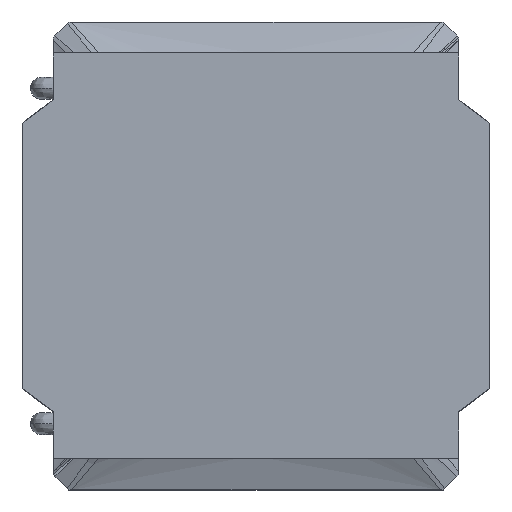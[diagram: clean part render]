
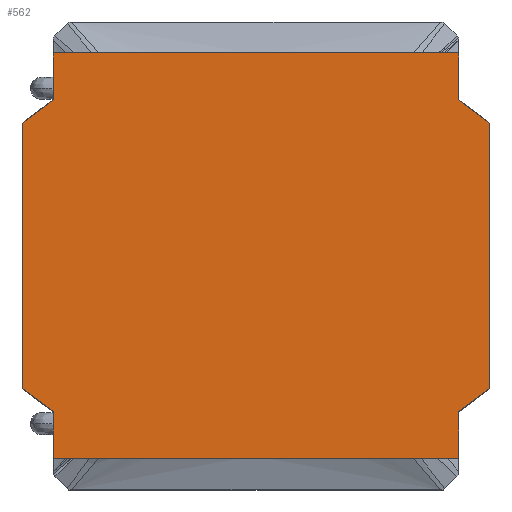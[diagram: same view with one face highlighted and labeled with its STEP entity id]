
A CAD part, top view. The second image highlights one B-rep face of the part: STEP entity #562.
In plain terms, the highlighted free-form (B-spline) face has degree [1, 1] with [2, 2] control points.
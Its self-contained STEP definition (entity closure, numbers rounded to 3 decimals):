
#562 = ADVANCED_FACE('',(#563),#649,.F.);
#563 = FACE_BOUND('',#564,.T.);
#564 = EDGE_LOOP('',(#565,#574,#581,#588,#595,#602,#609,#616,#623,#630,
    #637,#644));
#565 = ORIENTED_EDGE('',*,*,#566,.F.);
#566 = EDGE_CURVE('',#567,#569,#571,.T.);
#567 = VERTEX_POINT('',#568);
#568 = CARTESIAN_POINT('',(-1.733,-1.733,1.62));
#569 = VERTEX_POINT('',#570);
#570 = CARTESIAN_POINT('',(-1.733,-1.333,1.62));
#571 = B_SPLINE_CURVE_WITH_KNOTS('',1,(#572,#573),.UNSPECIFIED.,.F.,.F.,
  (2,2),(-1.3,-1.),.PIECEWISE_BEZIER_KNOTS.);
#572 = CARTESIAN_POINT('',(-1.733,-1.733,1.62));
#573 = CARTESIAN_POINT('',(-1.733,-1.333,1.62));
#574 = ORIENTED_EDGE('',*,*,#575,.F.);
#575 = EDGE_CURVE('',#576,#567,#578,.T.);
#576 = VERTEX_POINT('',#577);
#577 = CARTESIAN_POINT('',(1.733,-1.733,1.62));
#578 = B_SPLINE_CURVE_WITH_KNOTS('',1,(#579,#580),.UNSPECIFIED.,.F.,.F.,
  (2,2),(-1.3,1.3),.PIECEWISE_BEZIER_KNOTS.);
#579 = CARTESIAN_POINT('',(1.733,-1.733,1.62));
#580 = CARTESIAN_POINT('',(-1.733,-1.733,1.62));
#581 = ORIENTED_EDGE('',*,*,#582,.F.);
#582 = EDGE_CURVE('',#583,#576,#585,.T.);
#583 = VERTEX_POINT('',#584);
#584 = CARTESIAN_POINT('',(1.733,-1.333,1.62));
#585 = B_SPLINE_CURVE_WITH_KNOTS('',1,(#586,#587),.UNSPECIFIED.,.F.,.F.,
  (2,2),(1.,1.3),.PIECEWISE_BEZIER_KNOTS.);
#586 = CARTESIAN_POINT('',(1.733,-1.333,1.62));
#587 = CARTESIAN_POINT('',(1.733,-1.733,1.62));
#588 = ORIENTED_EDGE('',*,*,#589,.F.);
#589 = EDGE_CURVE('',#590,#583,#592,.T.);
#590 = VERTEX_POINT('',#591);
#591 = CARTESIAN_POINT('',(2.,-1.133,1.62));
#592 = B_SPLINE_CURVE_WITH_KNOTS('',1,(#593,#594),.UNSPECIFIED.,.F.,.F.,
  (2,2),(0.,0.25),.PIECEWISE_BEZIER_KNOTS.);
#593 = CARTESIAN_POINT('',(2.,-1.133,1.62));
#594 = CARTESIAN_POINT('',(1.733,-1.333,1.62));
#595 = ORIENTED_EDGE('',*,*,#596,.F.);
#596 = EDGE_CURVE('',#597,#590,#599,.T.);
#597 = VERTEX_POINT('',#598);
#598 = CARTESIAN_POINT('',(2.,1.133,1.62));
#599 = B_SPLINE_CURVE_WITH_KNOTS('',1,(#600,#601),.UNSPECIFIED.,.F.,.F.,
  (2,2),(-0.85,0.85),.PIECEWISE_BEZIER_KNOTS.);
#600 = CARTESIAN_POINT('',(2.,1.133,1.62));
#601 = CARTESIAN_POINT('',(2.,-1.133,1.62));
#602 = ORIENTED_EDGE('',*,*,#603,.F.);
#603 = EDGE_CURVE('',#604,#597,#606,.T.);
#604 = VERTEX_POINT('',#605);
#605 = CARTESIAN_POINT('',(1.733,1.333,1.62));
#606 = B_SPLINE_CURVE_WITH_KNOTS('',1,(#607,#608),.UNSPECIFIED.,.F.,.F.,
  (2,2),(0.,0.25),.PIECEWISE_BEZIER_KNOTS.);
#607 = CARTESIAN_POINT('',(1.733,1.333,1.62));
#608 = CARTESIAN_POINT('',(2.,1.133,1.62));
#609 = ORIENTED_EDGE('',*,*,#610,.F.);
#610 = EDGE_CURVE('',#611,#604,#613,.T.);
#611 = VERTEX_POINT('',#612);
#612 = CARTESIAN_POINT('',(1.733,1.733,1.62));
#613 = B_SPLINE_CURVE_WITH_KNOTS('',1,(#614,#615),.UNSPECIFIED.,.F.,.F.,
  (2,2),(-1.3,-1.),.PIECEWISE_BEZIER_KNOTS.);
#614 = CARTESIAN_POINT('',(1.733,1.733,1.62));
#615 = CARTESIAN_POINT('',(1.733,1.333,1.62));
#616 = ORIENTED_EDGE('',*,*,#617,.F.);
#617 = EDGE_CURVE('',#618,#611,#620,.T.);
#618 = VERTEX_POINT('',#619);
#619 = CARTESIAN_POINT('',(-1.733,1.733,1.62));
#620 = B_SPLINE_CURVE_WITH_KNOTS('',1,(#621,#622),.UNSPECIFIED.,.F.,.F.,
  (2,2),(-1.3,1.3),.PIECEWISE_BEZIER_KNOTS.);
#621 = CARTESIAN_POINT('',(-1.733,1.733,1.62));
#622 = CARTESIAN_POINT('',(1.733,1.733,1.62));
#623 = ORIENTED_EDGE('',*,*,#624,.F.);
#624 = EDGE_CURVE('',#625,#618,#627,.T.);
#625 = VERTEX_POINT('',#626);
#626 = CARTESIAN_POINT('',(-1.733,1.333,1.62));
#627 = B_SPLINE_CURVE_WITH_KNOTS('',1,(#628,#629),.UNSPECIFIED.,.F.,.F.,
  (2,2),(1.,1.3),.PIECEWISE_BEZIER_KNOTS.);
#628 = CARTESIAN_POINT('',(-1.733,1.333,1.62));
#629 = CARTESIAN_POINT('',(-1.733,1.733,1.62));
#630 = ORIENTED_EDGE('',*,*,#631,.F.);
#631 = EDGE_CURVE('',#632,#625,#634,.T.);
#632 = VERTEX_POINT('',#633);
#633 = CARTESIAN_POINT('',(-2.,1.133,1.62));
#634 = B_SPLINE_CURVE_WITH_KNOTS('',1,(#635,#636),.UNSPECIFIED.,.F.,.F.,
  (2,2),(0.,0.25),.PIECEWISE_BEZIER_KNOTS.);
#635 = CARTESIAN_POINT('',(-2.,1.133,1.62));
#636 = CARTESIAN_POINT('',(-1.733,1.333,1.62));
#637 = ORIENTED_EDGE('',*,*,#638,.F.);
#638 = EDGE_CURVE('',#639,#632,#641,.T.);
#639 = VERTEX_POINT('',#640);
#640 = CARTESIAN_POINT('',(-2.,-1.133,1.62));
#641 = B_SPLINE_CURVE_WITH_KNOTS('',1,(#642,#643),.UNSPECIFIED.,.F.,.F.,
  (2,2),(-0.85,0.85),.PIECEWISE_BEZIER_KNOTS.);
#642 = CARTESIAN_POINT('',(-2.,-1.133,1.62));
#643 = CARTESIAN_POINT('',(-2.,1.133,1.62));
#644 = ORIENTED_EDGE('',*,*,#645,.F.);
#645 = EDGE_CURVE('',#569,#639,#646,.T.);
#646 = B_SPLINE_CURVE_WITH_KNOTS('',1,(#647,#648),.UNSPECIFIED.,.F.,.F.,
  (2,2),(0.,0.25),.PIECEWISE_BEZIER_KNOTS.);
#647 = CARTESIAN_POINT('',(-1.733,-1.333,1.62));
#648 = CARTESIAN_POINT('',(-2.,-1.133,1.62));
#649 = B_SPLINE_SURFACE_WITH_KNOTS('',1,1,(
    (#650,#651)
    ,(#652,#653
    )),.UNSPECIFIED.,.F.,.F.,.F.,(2,2),(2,2),(-1.5,1.5),(-1.3,1.3),
  .PIECEWISE_BEZIER_KNOTS.);
#650 = CARTESIAN_POINT('',(2.,-1.733,1.62));
#651 = CARTESIAN_POINT('',(2.,1.733,1.62));
#652 = CARTESIAN_POINT('',(-2.,-1.733,1.62));
#653 = CARTESIAN_POINT('',(-2.,1.733,1.62));
